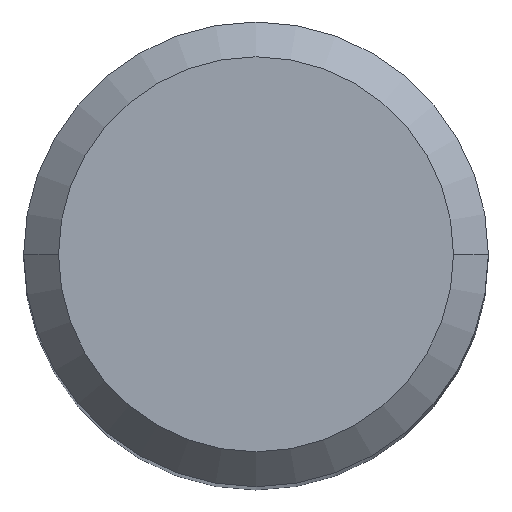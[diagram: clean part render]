
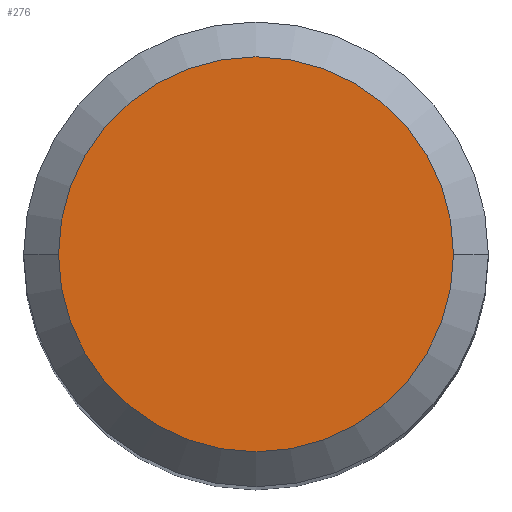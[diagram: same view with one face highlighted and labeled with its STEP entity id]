
A CAD part, top view. The second image highlights one B-rep face of the part: STEP entity #276.
In plain terms, the highlighted planar face has unit normal (0, 0, 1).
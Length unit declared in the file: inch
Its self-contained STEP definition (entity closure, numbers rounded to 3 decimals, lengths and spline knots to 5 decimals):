
#11 = DIRECTION ( 'NONE',  ( 0., 0., 1. ) ) ;
#46 = CIRCLE ( 'NONE', #205, 0.20077 ) ;
#62 = DIRECTION ( 'NONE',  ( -1., 0., 0. ) ) ;
#66 = DIRECTION ( 'NONE',  ( 0., 0., -1. ) ) ;
#68 = CIRCLE ( 'NONE', #190, 0.20077 ) ;
#70 = CARTESIAN_POINT ( 'NONE',  ( 0.20077, 0., 0. ) ) ;
#121 = ORIENTED_EDGE ( 'NONE', *, *, #430, .T. ) ;
#131 = EDGE_CURVE ( 'NONE', #322, #374, #46, .T. ) ;
#160 = EDGE_LOOP ( 'NONE', ( #318, #121 ) ) ;
#190 = AXIS2_PLACEMENT_3D ( 'NONE', #405, #208, #195 ) ;
#195 = DIRECTION ( 'NONE',  ( 1., 0., 0. ) ) ;
#205 = AXIS2_PLACEMENT_3D ( 'NONE', #244, #11, #412 ) ;
#208 = DIRECTION ( 'NONE',  ( 0., 0., 1. ) ) ;
#244 = CARTESIAN_POINT ( 'NONE',  ( 0., 0., 0. ) ) ;
#260 = PLANE ( 'NONE',  #321 ) ;
#276 = ADVANCED_FACE ( 'NONE', ( #300 ), #260, .F. ) ;
#300 = FACE_OUTER_BOUND ( 'NONE', #160, .T. ) ;
#318 = ORIENTED_EDGE ( 'NONE', *, *, #131, .T. ) ;
#321 = AXIS2_PLACEMENT_3D ( 'NONE', #392, #66, #62 ) ;
#322 = VERTEX_POINT ( 'NONE', #433 ) ;
#374 = VERTEX_POINT ( 'NONE', #70 ) ;
#392 = CARTESIAN_POINT ( 'NONE',  ( 0., 0., 0. ) ) ;
#405 = CARTESIAN_POINT ( 'NONE',  ( 0., 0., 0. ) ) ;
#412 = DIRECTION ( 'NONE',  ( 1., 0., 0. ) ) ;
#430 = EDGE_CURVE ( 'NONE', #374, #322, #68, .T. ) ;
#433 = CARTESIAN_POINT ( 'NONE',  ( -0.20077, 0., 0. ) ) ;
